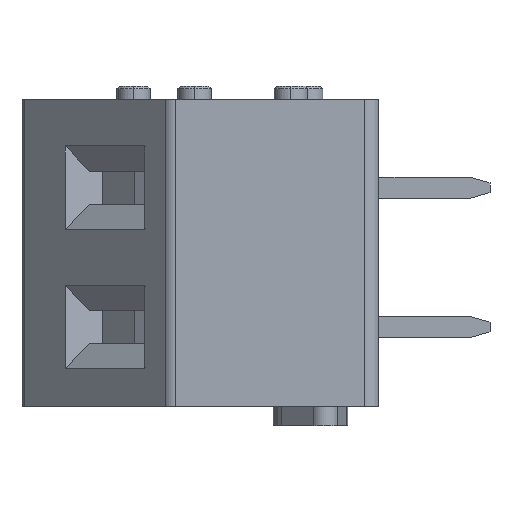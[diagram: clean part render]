
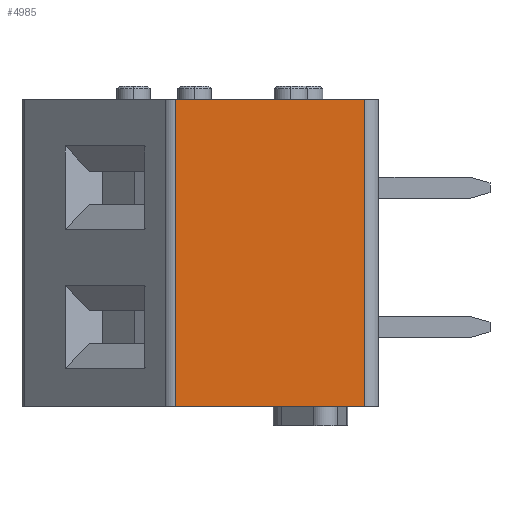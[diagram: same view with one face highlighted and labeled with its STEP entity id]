
A CAD part, left-side view. The second image highlights one B-rep face of the part: STEP entity #4985.
In plain terms, the highlighted planar face has unit normal (-1, 0, 0).
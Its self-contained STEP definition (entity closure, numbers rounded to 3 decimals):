
#790=DIRECTION('',(0.,0.,1.));
#791=VECTOR('',#790,11.);
#792=CARTESIAN_POINT('',(0.,7.293,0.));
#793=LINE('',#792,#791);
#794=DIRECTION('',(0.,0.,-1.));
#795=VECTOR('',#794,11.);
#796=CARTESIAN_POINT('',(0.,0.5,11.));
#797=LINE('',#796,#795);
#1454=DIRECTION('',(0.,-1.,0.));
#1455=VECTOR('',#1454,6.793);
#1456=CARTESIAN_POINT('',(0.,7.293,11.));
#1457=LINE('',#1456,#1455);
#2150=DIRECTION('',(0.,-1.,0.));
#2151=VECTOR('',#2150,6.793);
#2152=CARTESIAN_POINT('',(0.,7.293,0.));
#2153=LINE('',#2152,#2151);
#3070=CARTESIAN_POINT('',(0.,0.5,0.));
#3072=VERTEX_POINT('',#3070);
#3087=CARTESIAN_POINT('',(0.,7.293,0.));
#3089=VERTEX_POINT('',#3087);
#3778=CARTESIAN_POINT('',(0.,7.293,11.));
#3779=VERTEX_POINT('',#3778);
#3780=CARTESIAN_POINT('',(0.,0.5,11.));
#3781=VERTEX_POINT('',#3780);
#4971=CARTESIAN_POINT('',(0.,7.293,0.));
#4972=DIRECTION('',(-1.,0.,0.));
#4973=DIRECTION('',(0.,-1.,0.));
#4974=AXIS2_PLACEMENT_3D('',#4971,#4972,#4973);
#4975=PLANE('',#4974);
#4977=ORIENTED_EDGE('',*,*,#4976,.T.);
#4979=ORIENTED_EDGE('',*,*,#4978,.T.);
#4980=ORIENTED_EDGE('',*,*,#4961,.T.);
#4982=ORIENTED_EDGE('',*,*,#4981,.F.);
#4983=EDGE_LOOP('',(#4977,#4979,#4980,#4982));
#4984=FACE_OUTER_BOUND('',#4983,.F.);
#4985=ADVANCED_FACE('',(#4984),#4975,.T.);
#4961=EDGE_CURVE('',#3781,#3072,#797,.T.);
#4976=EDGE_CURVE('',#3089,#3779,#793,.T.);
#4978=EDGE_CURVE('',#3779,#3781,#1457,.T.);
#4981=EDGE_CURVE('',#3089,#3072,#2153,.T.);
